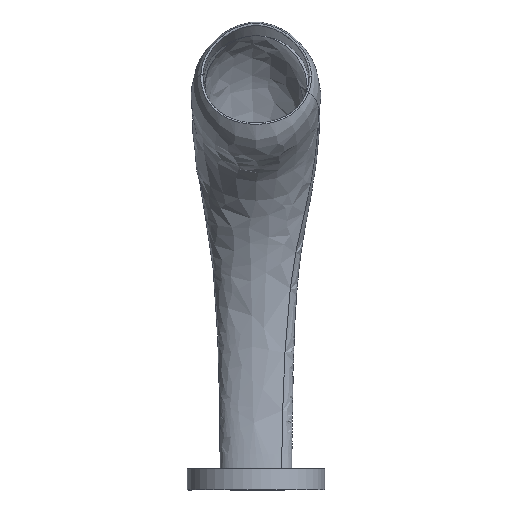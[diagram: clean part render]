
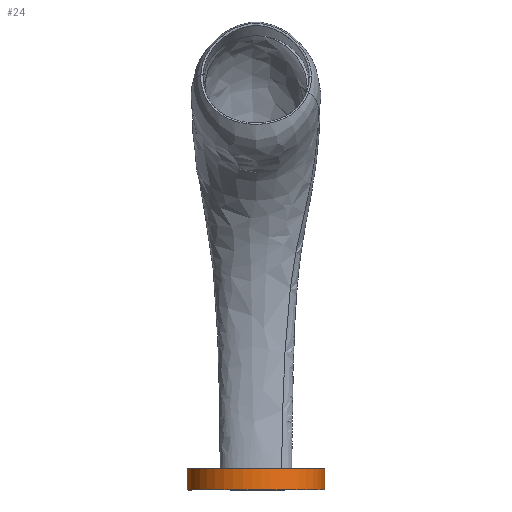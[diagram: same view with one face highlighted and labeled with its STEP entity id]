
A CAD part, front view. The second image highlights one B-rep face of the part: STEP entity #24.
In plain terms, the highlighted cylindrical face has radius 5.8 mm (diameter 11.6 mm), a partial arc.
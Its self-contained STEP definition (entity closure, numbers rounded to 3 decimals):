
#24=ADVANCED_FACE('',(#42),#277,.T.);
#42=FACE_OUTER_BOUND('',#63,.T.);
#63=EDGE_LOOP('',(#106,#107,#108,#109));
#106=ORIENTED_EDGE('',*,*,#166,.F.);
#107=ORIENTED_EDGE('',*,*,#167,.T.);
#108=ORIENTED_EDGE('',*,*,#173,.F.);
#109=ORIENTED_EDGE('',*,*,#169,.F.);
#166=EDGE_CURVE('',#252,#256,#225,.T.);
#167=EDGE_CURVE('',#252,#249,#203,.T.);
#169=EDGE_CURVE('',#256,#254,#204,.T.);
#173=EDGE_CURVE('',#254,#249,#230,.T.);
#203=(
BOUNDED_CURVE()
B_SPLINE_CURVE(2,(#7875,#7876,#7877,#7878,#7879),.UNSPECIFIED.,.F.,.F.)
B_SPLINE_CURVE_WITH_KNOTS((3,2,3),(16.492,25.485,34.478),
 .UNSPECIFIED.)
CURVE()
GEOMETRIC_REPRESENTATION_ITEM()
RATIONAL_B_SPLINE_CURVE((1.,0.707,1.,0.707,1.))
REPRESENTATION_ITEM('')
);
#204=(
BOUNDED_CURVE()
B_SPLINE_CURVE(2,(#7882,#7883,#7884,#7885,#7886),.UNSPECIFIED.,.F.,.F.)
B_SPLINE_CURVE_WITH_KNOTS((3,2,3),(16.492,25.485,34.478),
 .UNSPECIFIED.)
CURVE()
GEOMETRIC_REPRESENTATION_ITEM()
RATIONAL_B_SPLINE_CURVE((1.,0.707,1.,0.707,1.))
REPRESENTATION_ITEM('')
);
#225=B_SPLINE_CURVE_WITH_KNOTS('',1,(#7873,#7874),.UNSPECIFIED.,.F.,.F.,
(2,2),(-4.,-2.2),.UNSPECIFIED.);
#230=B_SPLINE_CURVE_WITH_KNOTS('',1,(#7913,#7914),.UNSPECIFIED.,.F.,.F.,
(2,2),(2.2,4.),.UNSPECIFIED.);
#249=VERTEX_POINT('',#7758);
#252=VERTEX_POINT('',#7761);
#254=VERTEX_POINT('',#7763);
#256=VERTEX_POINT('',#7765);
#277=CYLINDRICAL_SURFACE('',#384,5.8);
#384=AXIS2_PLACEMENT_3D('',#820,#396,$);
#396=DIRECTION('',(0.,0.,-1.));
#820=CARTESIAN_POINT('',(0.,8.377,10.2));
#7758=CARTESIAN_POINT('',(5.8,8.377,8.2));
#7761=CARTESIAN_POINT('',(-5.8,8.377,8.2));
#7763=CARTESIAN_POINT('',(5.8,8.377,10.));
#7765=CARTESIAN_POINT('',(-5.8,8.377,10.));
#7873=CARTESIAN_POINT('',(-5.8,8.377,8.2));
#7874=CARTESIAN_POINT('',(-5.8,8.377,10.));
#7875=CARTESIAN_POINT('',(-5.8,8.377,8.2));
#7876=CARTESIAN_POINT('',(-5.8,2.577,8.2));
#7877=CARTESIAN_POINT('',(0.,2.577,8.2));
#7878=CARTESIAN_POINT('',(5.8,2.577,8.2));
#7879=CARTESIAN_POINT('',(5.8,8.377,8.2));
#7882=CARTESIAN_POINT('',(-5.8,8.377,10.));
#7883=CARTESIAN_POINT('',(-5.8,2.577,10.));
#7884=CARTESIAN_POINT('',(0.,2.577,10.));
#7885=CARTESIAN_POINT('',(5.8,2.577,10.));
#7886=CARTESIAN_POINT('',(5.8,8.377,10.));
#7913=CARTESIAN_POINT('',(5.8,8.377,10.));
#7914=CARTESIAN_POINT('',(5.8,8.377,8.2));
